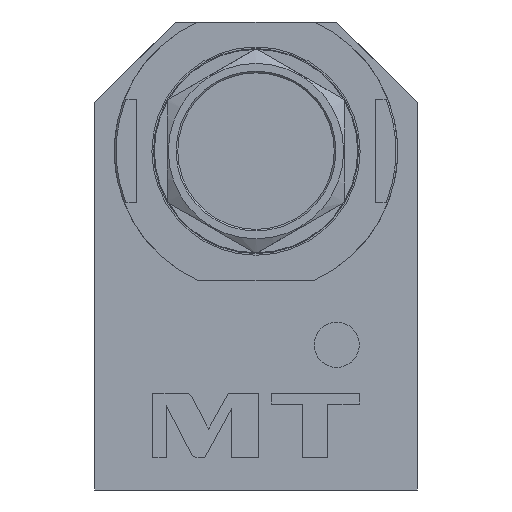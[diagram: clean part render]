
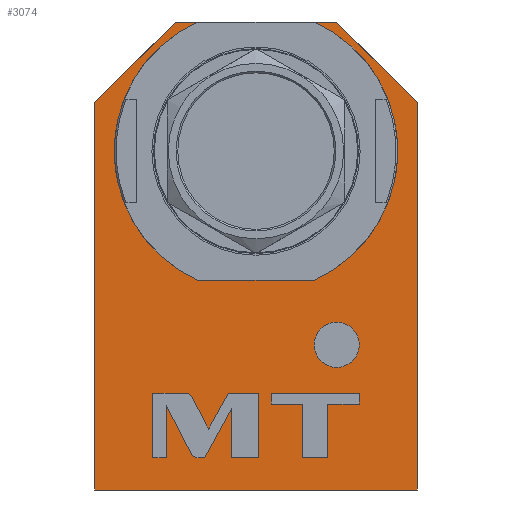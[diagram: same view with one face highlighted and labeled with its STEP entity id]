
A CAD part, left-side view. The second image highlights one B-rep face of the part: STEP entity #3074.
In plain terms, the highlighted planar face has unit normal (-1, 0, 0).
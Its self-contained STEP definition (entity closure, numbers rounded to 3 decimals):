
#233=DIRECTION('',(0.,-0.707,-0.707));
#234=VECTOR('',#233,35.355);
#235=CARTESIAN_POINT('',(-45.,-25.,40.));
#236=LINE('',#235,#234);
#237=DIRECTION('',(0.,-0.707,0.707));
#238=VECTOR('',#237,35.355);
#239=CARTESIAN_POINT('',(-45.,50.,15.));
#240=LINE('',#239,#238);
#241=DIRECTION('',(0.,-1.,0.));
#242=VECTOR('',#241,50.);
#243=CARTESIAN_POINT('',(-45.,25.,40.));
#244=LINE('',#243,#242);
#245=CARTESIAN_POINT('',(-45.,0.,0.));
#246=DIRECTION('',(-1.,0.,0.));
#247=DIRECTION('',(0.,-1.,0.));
#248=AXIS2_PLACEMENT_3D('',#245,#246,#247);
#250=CARTESIAN_POINT('',(-45.,0.,0.));
#251=DIRECTION('',(-1.,0.,0.));
#252=DIRECTION('',(0.,1.,0.));
#253=AXIS2_PLACEMENT_3D('',#250,#251,#252);
#255=CARTESIAN_POINT('',(-45.,-25.,-60.));
#256=DIRECTION('',(1.,0.,0.));
#257=DIRECTION('',(0.,0.,-1.));
#258=AXIS2_PLACEMENT_3D('',#255,#256,#257);
#260=CARTESIAN_POINT('',(-45.,-25.,-60.));
#261=DIRECTION('',(1.,0.,0.));
#262=DIRECTION('',(0.,0.,1.));
#263=AXIS2_PLACEMENT_3D('',#260,#261,#262);
#265=CARTESIAN_POINT('',(-45.,19.771,-76.302));
#266=CARTESIAN_POINT('',(-45.,20.186,-75.499));
#267=CARTESIAN_POINT('',(-45.,21.006,-75.));
#268=CARTESIAN_POINT('',(-45.,21.91,-75.));
#270=DIRECTION('',(0.,1.,0.));
#271=VECTOR('',#270,10.054);
#272=CARTESIAN_POINT('',(-45.,21.91,-75.));
#273=LINE('',#272,#271);
#274=DIRECTION('',(0.,0.,-1.));
#275=VECTOR('',#274,20.);
#276=CARTESIAN_POINT('',(-45.,31.964,-75.));
#277=LINE('',#276,#275);
#278=DIRECTION('',(0.,-1.,0.));
#279=VECTOR('',#278,4.16);
#280=CARTESIAN_POINT('',(-45.,31.964,-95.));
#281=LINE('',#280,#279);
#282=DIRECTION('',(0.,0.,1.));
#283=VECTOR('',#282,16.202);
#284=CARTESIAN_POINT('',(-45.,27.804,-95.));
#285=LINE('',#284,#283);
#286=DIRECTION('',(0.,-0.459,-0.888));
#287=VECTOR('',#286,16.774);
#288=CARTESIAN_POINT('',(-45.,27.804,-78.798));
#289=LINE('',#288,#287);
#290=CARTESIAN_POINT('',(-45.,20.1,-93.698));
#291=CARTESIAN_POINT('',(-45.,19.684,-94.502));
#292=CARTESIAN_POINT('',(-45.,18.863,-95.));
#293=CARTESIAN_POINT('',(-45.,17.958,-95.));
#295=DIRECTION('',(0.,-1.,0.));
#296=VECTOR('',#295,2.086);
#297=CARTESIAN_POINT('',(-45.,17.958,-95.));
#298=LINE('',#297,#296);
#299=DIRECTION('',(0.,-0.481,0.877));
#300=VECTOR('',#299,17.353);
#301=CARTESIAN_POINT('',(-45.,15.872,-95.));
#302=LINE('',#301,#300);
#303=DIRECTION('',(0.,0.,-1.));
#304=VECTOR('',#303,15.212);
#305=CARTESIAN_POINT('',(-45.,7.522,-79.788));
#306=LINE('',#305,#304);
#307=DIRECTION('',(0.,-1.,0.));
#308=VECTOR('',#307,8.416);
#309=CARTESIAN_POINT('',(-45.,7.522,-95.));
#310=LINE('',#309,#308);
#311=DIRECTION('',(0.,0.,1.));
#312=VECTOR('',#311,20.);
#313=CARTESIAN_POINT('',(-45.,-0.894,-95.));
#314=LINE('',#313,#312);
#315=DIRECTION('',(0.,1.,0.));
#316=VECTOR('',#315,9.488);
#317=CARTESIAN_POINT('',(-45.,-0.894,-75.));
#318=LINE('',#317,#316);
#319=DIRECTION('',(0.,0.481,-0.877));
#320=VECTOR('',#319,12.681);
#321=CARTESIAN_POINT('',(-45.,8.594,-75.));
#322=LINE('',#321,#320);
#323=DIRECTION('',(0.,0.459,0.888));
#324=VECTOR('',#323,11.049);
#325=CARTESIAN_POINT('',(-45.,14.696,-86.116));
#326=LINE('',#325,#324);
#327=DIRECTION('',(0.,0.,-1.));
#328=VECTOR('',#327,16.594);
#329=CARTESIAN_POINT('',(-45.,-14.344,-78.406));
#330=LINE('',#329,#328);
#331=DIRECTION('',(0.,-1.,0.));
#332=VECTOR('',#331,7.922);
#333=CARTESIAN_POINT('',(-45.,-14.344,-95.));
#334=LINE('',#333,#332);
#335=DIRECTION('',(0.,0.,1.));
#336=VECTOR('',#335,16.594);
#337=CARTESIAN_POINT('',(-45.,-22.266,-95.));
#338=LINE('',#337,#336);
#339=DIRECTION('',(0.,-1.,0.));
#340=VECTOR('',#339,9.696);
#341=CARTESIAN_POINT('',(-45.,-22.266,-78.406));
#342=LINE('',#341,#340);
#343=DIRECTION('',(0.,0.,1.));
#344=VECTOR('',#343,3.406);
#345=CARTESIAN_POINT('',(-45.,-31.962,-78.406));
#346=LINE('',#345,#344);
#347=DIRECTION('',(0.,1.,0.));
#348=VECTOR('',#347,27.314);
#349=CARTESIAN_POINT('',(-45.,-31.962,-75.));
#350=LINE('',#349,#348);
#351=DIRECTION('',(0.,0.,-1.));
#352=VECTOR('',#351,3.406);
#353=CARTESIAN_POINT('',(-45.,-4.648,-75.));
#354=LINE('',#353,#352);
#355=DIRECTION('',(0.,-1.,0.));
#356=VECTOR('',#355,9.696);
#357=CARTESIAN_POINT('',(-45.,-4.648,-78.406));
#358=LINE('',#357,#356);
#1217=DIRECTION('',(0.,0.,-1.));
#1218=VECTOR('',#1217,120.);
#1219=CARTESIAN_POINT('',(-45.,-50.,15.));
#1220=LINE('',#1219,#1218);
#1306=DIRECTION('',(0.,0.,-1.));
#1307=VECTOR('',#1306,120.);
#1308=CARTESIAN_POINT('',(-45.,50.,15.));
#1309=LINE('',#1308,#1307);
#1458=DIRECTION('',(0.,-1.,0.));
#1459=VECTOR('',#1458,100.);
#1460=CARTESIAN_POINT('',(-45.,50.,-105.));
#1461=LINE('',#1460,#1459);
#2091=CARTESIAN_POINT('',(-45.,50.,-105.));
#2093=VERTEX_POINT('',#2091);
#2095=CARTESIAN_POINT('',(-45.,-50.,-105.));
#2097=VERTEX_POINT('',#2095);
#2191=CARTESIAN_POINT('',(-45.,50.,15.));
#2193=VERTEX_POINT('',#2191);
#2195=CARTESIAN_POINT('',(-45.,-50.,15.));
#2197=VERTEX_POINT('',#2195);
#2199=CARTESIAN_POINT('',(-45.,-25.,40.));
#2200=VERTEX_POINT('',#2199);
#2201=CARTESIAN_POINT('',(-45.,25.,40.));
#2202=VERTEX_POINT('',#2201);
#2565=CARTESIAN_POINT('',(-45.,-33.97,0.));
#2566=CARTESIAN_POINT('',(-45.,33.97,0.));
#2567=VERTEX_POINT('',#2565);
#2568=VERTEX_POINT('',#2566);
#2573=CARTESIAN_POINT('',(-45.,-25.,-67.));
#2574=CARTESIAN_POINT('',(-45.,-25.,-53.));
#2575=VERTEX_POINT('',#2573);
#2576=VERTEX_POINT('',#2574);
#2620=VERTEX_POINT('',#265);
#2621=VERTEX_POINT('',#268);
#2622=CARTESIAN_POINT('',(-45.,31.964,-75.));
#2623=VERTEX_POINT('',#2622);
#2624=CARTESIAN_POINT('',(-45.,31.964,-95.));
#2625=VERTEX_POINT('',#2624);
#2626=CARTESIAN_POINT('',(-45.,27.804,-95.));
#2627=VERTEX_POINT('',#2626);
#2628=CARTESIAN_POINT('',(-45.,27.804,-78.798));
#2629=VERTEX_POINT('',#2628);
#2630=CARTESIAN_POINT('',(-45.,20.1,-93.698));
#2631=VERTEX_POINT('',#2630);
#2632=VERTEX_POINT('',#293);
#2633=CARTESIAN_POINT('',(-45.,15.872,-95.));
#2634=VERTEX_POINT('',#2633);
#2635=CARTESIAN_POINT('',(-45.,7.522,-79.788));
#2636=VERTEX_POINT('',#2635);
#2637=CARTESIAN_POINT('',(-45.,7.522,-95.));
#2638=VERTEX_POINT('',#2637);
#2639=CARTESIAN_POINT('',(-45.,-0.894,-95.));
#2640=VERTEX_POINT('',#2639);
#2641=CARTESIAN_POINT('',(-45.,-0.894,-75.));
#2642=VERTEX_POINT('',#2641);
#2643=CARTESIAN_POINT('',(-45.,8.594,-75.));
#2644=VERTEX_POINT('',#2643);
#2645=CARTESIAN_POINT('',(-45.,14.696,-86.116));
#2646=VERTEX_POINT('',#2645);
#2647=CARTESIAN_POINT('',(-45.,-14.344,-78.406));
#2648=CARTESIAN_POINT('',(-45.,-14.344,-95.));
#2649=VERTEX_POINT('',#2647);
#2650=VERTEX_POINT('',#2648);
#2651=CARTESIAN_POINT('',(-45.,-22.266,-95.));
#2652=VERTEX_POINT('',#2651);
#2653=CARTESIAN_POINT('',(-45.,-22.266,-78.406));
#2654=VERTEX_POINT('',#2653);
#2655=CARTESIAN_POINT('',(-45.,-31.962,-78.406));
#2656=VERTEX_POINT('',#2655);
#2657=CARTESIAN_POINT('',(-45.,-31.962,-75.));
#2658=VERTEX_POINT('',#2657);
#2659=CARTESIAN_POINT('',(-45.,-4.648,-75.));
#2660=VERTEX_POINT('',#2659);
#2661=CARTESIAN_POINT('',(-45.,-4.648,-78.406));
#2662=VERTEX_POINT('',#2661);
#2994=CARTESIAN_POINT('',(-45.,50.,40.));
#2995=DIRECTION('',(-1.,0.,0.));
#2996=DIRECTION('',(0.,0.,-1.));
#2997=AXIS2_PLACEMENT_3D('',#2994,#2995,#2996);
#2998=PLANE('',#2997);
#3000=ORIENTED_EDGE('',*,*,#2999,.T.);
#3002=ORIENTED_EDGE('',*,*,#3001,.T.);
#3004=ORIENTED_EDGE('',*,*,#3003,.F.);
#3006=ORIENTED_EDGE('',*,*,#3005,.F.);
#3008=ORIENTED_EDGE('',*,*,#3007,.T.);
#3010=ORIENTED_EDGE('',*,*,#3009,.T.);
#3011=EDGE_LOOP('',(#3000,#3002,#3004,#3006,#3008,#3010));
#3012=FACE_OUTER_BOUND('',#3011,.F.);
#3013=ORIENTED_EDGE('',*,*,#2984,.T.);
#3015=ORIENTED_EDGE('',*,*,#3014,.T.);
#3016=EDGE_LOOP('',(#3013,#3015));
#3017=FACE_BOUND('',#3016,.F.);
#3019=ORIENTED_EDGE('',*,*,#3018,.F.);
#3021=ORIENTED_EDGE('',*,*,#3020,.F.);
#3022=EDGE_LOOP('',(#3019,#3021));
#3023=FACE_BOUND('',#3022,.F.);
#3025=ORIENTED_EDGE('',*,*,#3024,.T.);
#3027=ORIENTED_EDGE('',*,*,#3026,.T.);
#3029=ORIENTED_EDGE('',*,*,#3028,.T.);
#3031=ORIENTED_EDGE('',*,*,#3030,.T.);
#3033=ORIENTED_EDGE('',*,*,#3032,.T.);
#3035=ORIENTED_EDGE('',*,*,#3034,.T.);
#3037=ORIENTED_EDGE('',*,*,#3036,.T.);
#3039=ORIENTED_EDGE('',*,*,#3038,.T.);
#3041=ORIENTED_EDGE('',*,*,#3040,.T.);
#3043=ORIENTED_EDGE('',*,*,#3042,.T.);
#3045=ORIENTED_EDGE('',*,*,#3044,.T.);
#3047=ORIENTED_EDGE('',*,*,#3046,.T.);
#3049=ORIENTED_EDGE('',*,*,#3048,.T.);
#3051=ORIENTED_EDGE('',*,*,#3050,.T.);
#3053=ORIENTED_EDGE('',*,*,#3052,.T.);
#3054=EDGE_LOOP('',(#3025,#3027,#3029,#3031,#3033,#3035,#3037,#3039,#3041,#3043,
#3045,#3047,#3049,#3051,#3053));
#3055=FACE_BOUND('',#3054,.F.);
#3057=ORIENTED_EDGE('',*,*,#3056,.T.);
#3059=ORIENTED_EDGE('',*,*,#3058,.T.);
#3061=ORIENTED_EDGE('',*,*,#3060,.T.);
#3063=ORIENTED_EDGE('',*,*,#3062,.T.);
#3065=ORIENTED_EDGE('',*,*,#3064,.T.);
#3067=ORIENTED_EDGE('',*,*,#3066,.T.);
#3069=ORIENTED_EDGE('',*,*,#3068,.T.);
#3071=ORIENTED_EDGE('',*,*,#3070,.T.);
#3072=EDGE_LOOP('',(#3057,#3059,#3061,#3063,#3065,#3067,#3069,#3071));
#3073=FACE_BOUND('',#3072,.F.);
#3074=ADVANCED_FACE('',(#3012,#3017,#3023,#3055,#3073),#2998,.T.);
#249=CIRCLE('',#248,33.97);
#254=CIRCLE('',#253,33.97);
#259=CIRCLE('',#258,7.);
#264=CIRCLE('',#263,7.);
#269=B_SPLINE_CURVE_WITH_KNOTS('',3,(#265,#266,#267,#268),.UNSPECIFIED.,.F.,.F.,
(4,4),(0.,1.),.UNSPECIFIED.);
#294=B_SPLINE_CURVE_WITH_KNOTS('',3,(#290,#291,#292,#293),.UNSPECIFIED.,.F.,.F.,
(4,4),(0.,1.),.UNSPECIFIED.);
#2984=EDGE_CURVE('',#2567,#2568,#249,.T.);
#2999=EDGE_CURVE('',#2200,#2197,#236,.T.);
#3001=EDGE_CURVE('',#2197,#2097,#1220,.T.);
#3003=EDGE_CURVE('',#2093,#2097,#1461,.T.);
#3005=EDGE_CURVE('',#2193,#2093,#1309,.T.);
#3007=EDGE_CURVE('',#2193,#2202,#240,.T.);
#3009=EDGE_CURVE('',#2202,#2200,#244,.T.);
#3014=EDGE_CURVE('',#2568,#2567,#254,.T.);
#3018=EDGE_CURVE('',#2575,#2576,#259,.T.);
#3020=EDGE_CURVE('',#2576,#2575,#264,.T.);
#3024=EDGE_CURVE('',#2620,#2621,#269,.T.);
#3026=EDGE_CURVE('',#2621,#2623,#273,.T.);
#3028=EDGE_CURVE('',#2623,#2625,#277,.T.);
#3030=EDGE_CURVE('',#2625,#2627,#281,.T.);
#3032=EDGE_CURVE('',#2627,#2629,#285,.T.);
#3034=EDGE_CURVE('',#2629,#2631,#289,.T.);
#3036=EDGE_CURVE('',#2631,#2632,#294,.T.);
#3038=EDGE_CURVE('',#2632,#2634,#298,.T.);
#3040=EDGE_CURVE('',#2634,#2636,#302,.T.);
#3042=EDGE_CURVE('',#2636,#2638,#306,.T.);
#3044=EDGE_CURVE('',#2638,#2640,#310,.T.);
#3046=EDGE_CURVE('',#2640,#2642,#314,.T.);
#3048=EDGE_CURVE('',#2642,#2644,#318,.T.);
#3050=EDGE_CURVE('',#2644,#2646,#322,.T.);
#3052=EDGE_CURVE('',#2646,#2620,#326,.T.);
#3056=EDGE_CURVE('',#2649,#2650,#330,.T.);
#3058=EDGE_CURVE('',#2650,#2652,#334,.T.);
#3060=EDGE_CURVE('',#2652,#2654,#338,.T.);
#3062=EDGE_CURVE('',#2654,#2656,#342,.T.);
#3064=EDGE_CURVE('',#2656,#2658,#346,.T.);
#3066=EDGE_CURVE('',#2658,#2660,#350,.T.);
#3068=EDGE_CURVE('',#2660,#2662,#354,.T.);
#3070=EDGE_CURVE('',#2662,#2649,#358,.T.);
